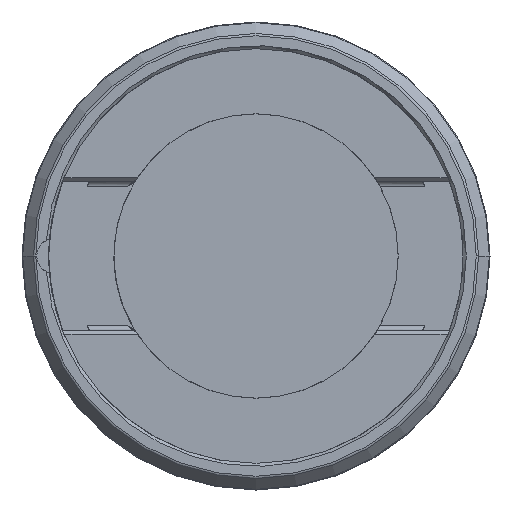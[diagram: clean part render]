
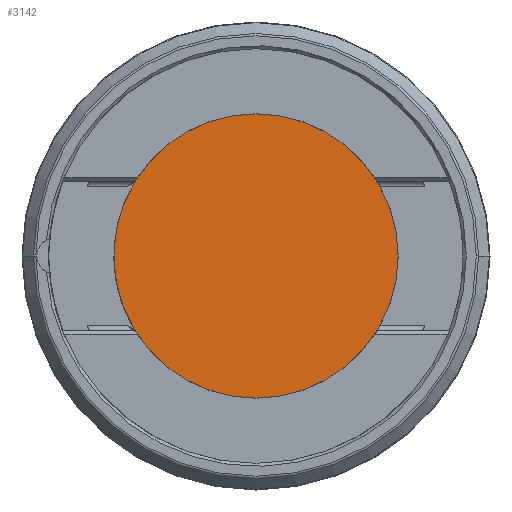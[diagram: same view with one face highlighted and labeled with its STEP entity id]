
A CAD part, front view. The second image highlights one B-rep face of the part: STEP entity #3142.
In plain terms, the highlighted planar face has unit normal (0, -1, 0).
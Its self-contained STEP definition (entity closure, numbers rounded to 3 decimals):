
#1085=CARTESIAN_POINT('',(0.,-41.2,0.));
#1086=DIRECTION('',(0.,-1.,0.));
#1087=DIRECTION('',(1.,0.,0.));
#1088=AXIS2_PLACEMENT_3D('',#1085,#1086,#1087);
#1090=CARTESIAN_POINT('',(0.,-41.2,0.));
#1091=DIRECTION('',(0.,-1.,0.));
#1092=DIRECTION('',(-1.,0.,0.));
#1093=AXIS2_PLACEMENT_3D('',#1090,#1091,#1092);
#1835=CARTESIAN_POINT('',(24.,-41.2,0.));
#1836=CARTESIAN_POINT('',(-24.,-41.2,0.));
#1837=VERTEX_POINT('',#1835);
#1838=VERTEX_POINT('',#1836);
#3133=CARTESIAN_POINT('',(0.,-41.2,0.));
#3134=DIRECTION('',(0.,1.,0.));
#3135=DIRECTION('',(1.,0.,0.));
#3136=AXIS2_PLACEMENT_3D('',#3133,#3134,#3135);
#3137=PLANE('',#3136);
#3138=ORIENTED_EDGE('',*,*,#3098,.F.);
#3139=ORIENTED_EDGE('',*,*,#3109,.F.);
#3140=EDGE_LOOP('',(#3138,#3139));
#3141=FACE_OUTER_BOUND('',#3140,.F.);
#3142=ADVANCED_FACE('',(#3141),#3137,.F.);
#1089=CIRCLE('',#1088,24.);
#1094=CIRCLE('',#1093,24.);
#3098=EDGE_CURVE('',#1837,#1838,#1089,.T.);
#3109=EDGE_CURVE('',#1838,#1837,#1094,.T.);
